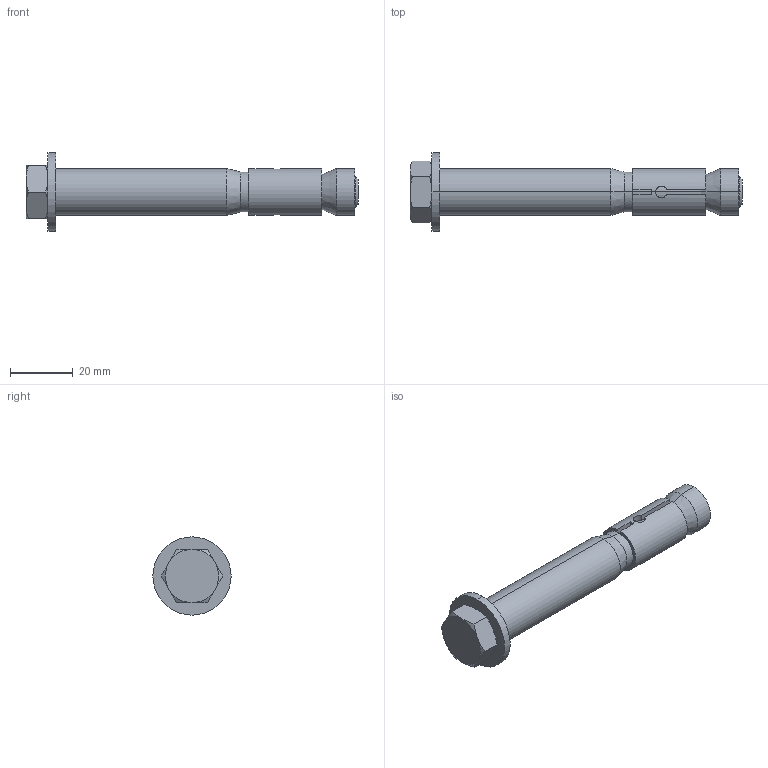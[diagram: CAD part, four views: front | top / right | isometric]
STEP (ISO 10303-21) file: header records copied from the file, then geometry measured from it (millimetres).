
FILE_DESCRIPTION (( 'STEP AP214' ), '1' );
FILE_NAME ('Q5_08-HAZ-M10-106S_S.STEP', '2022-02-10T12:15:16', ( '' ), ( '' ), 'SwSTEP 2.0', 'SolidWorks 2019', '' );
FILE_SCHEMA (( 'AUTOMOTIVE_DESIGN' ));
Length unit declared in the file: millimetre
Products named in the file (5): _Heavy-duty anchor W-HAZ-S_S M10x106 0905215002-S-S.stp; Q5_08-HAZ-M10-106S_S; _Heavy-duty anchor W-HAZ-S_S M10x106 0905215002-1.stp; Heavy-duty anchor W-HAZ-S_S M10x106 0905215002.stp; _Heavy-duty anchor W-HAZ-S_S M10x106 0905215002-S.stp
Assembly tree (4 placements, depth 3):
  Q5_08-HAZ-M10-106S_S
    Heavy-duty anchor W-HAZ-S_S M10x106 0905215002.stp
      _Heavy-duty anchor W-HAZ-S_S M10x106 0905215002-1.stp
      _Heavy-duty anchor W-HAZ-S_S M10x106 0905215002-S.stp
      _Heavy-duty anchor W-HAZ-S_S M10x106 0905215002-S-S.stp
Bounding box: 106 x 25 x 25 mm (x, y, z)
Volume: 19316.4 mm3; surface area: 13079.2 mm2
Topology: 3 solids, 3 shells, 74 faces, 184 edges, 112 vertices
Faces by surface type: plane 32, cylinder 24, cone 18
Entity records: 3374 total; most frequent: CARTESIAN_POINT 1346, DIRECTION 386, ORIENTED_EDGE 368, EDGE_CURVE 184, AXIS2_PLACEMENT_3D 156, VERTEX_POINT 112, EDGE_LOOP 82, LINE 74
